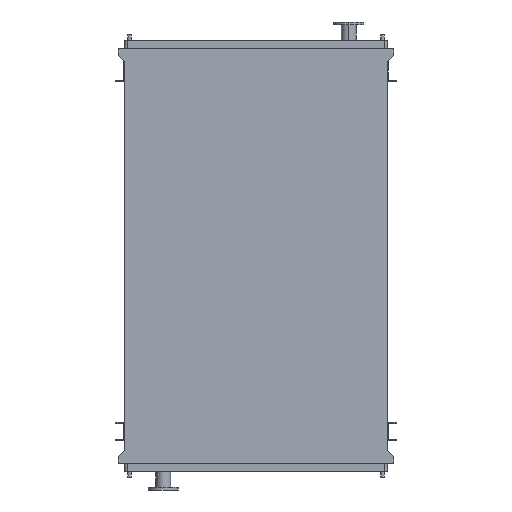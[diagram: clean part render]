
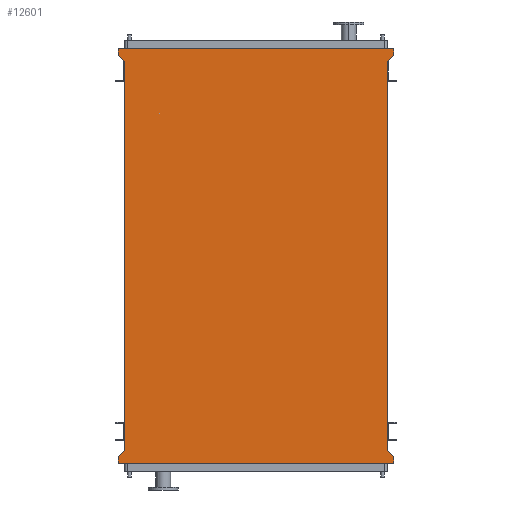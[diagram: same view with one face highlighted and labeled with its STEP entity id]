
A CAD part, front view. The second image highlights one B-rep face of the part: STEP entity #12601.
In plain terms, the highlighted planar face has unit normal (0, -1, 0).
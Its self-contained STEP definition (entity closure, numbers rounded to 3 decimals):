
#294 = EDGE_CURVE ( 'NONE', #9629, #8550, #5470, .T. ) ;
#551 = AXIS2_PLACEMENT_3D ( 'NONE', #8847, #2807, #7492 ) ;
#573 = VERTEX_POINT ( 'NONE', #10148 ) ;
#612 = EDGE_CURVE ( 'NONE', #14007, #8550, #9171, .T. ) ;
#617 = CARTESIAN_POINT ( 'NONE',  ( -1011., 0., -2945. ) ) ;
#695 = EDGE_CURVE ( 'NONE', #3345, #781, #6865, .T. ) ;
#752 = CARTESIAN_POINT ( 'NONE',  ( 965., 0., 0. ) ) ;
#781 = VERTEX_POINT ( 'NONE', #10767 ) ;
#821 = CARTESIAN_POINT ( 'NONE',  ( -1011., 0., 53. ) ) ;
#1319 = VECTOR ( 'NONE', #3947, 1000. ) ;
#1957 = DIRECTION ( 'NONE',  ( 0., 0., 1. ) ) ;
#2295 = CARTESIAN_POINT ( 'NONE',  ( -1011., 0., 95. ) ) ;
#2316 = ORIENTED_EDGE ( 'NONE', *, *, #294, .T. ) ;
#2764 = VERTEX_POINT ( 'NONE', #7319 ) ;
#2807 = DIRECTION ( 'NONE',  ( 0., -1., 0. ) ) ;
#2976 = DIRECTION ( 'NONE',  ( -0.655, 0., -0.755 ) ) ;
#3137 = VERTEX_POINT ( 'NONE', #2295 ) ;
#3165 = EDGE_CURVE ( 'NONE', #14880, #14007, #14348, .T. ) ;
#3167 = ORIENTED_EDGE ( 'NONE', *, *, #7374, .F. ) ;
#3317 = DIRECTION ( 'NONE',  ( 0., 0., -1. ) ) ;
#3336 = EDGE_LOOP ( 'NONE', ( #2316, #8260, #13148, #10059, #14202, #13008, #3167, #11338, #3857, #12754, #8705, #14041 ) ) ;
#3345 = VERTEX_POINT ( 'NONE', #14905 ) ;
#3488 = VECTOR ( 'NONE', #12351, 1000. ) ;
#3598 = DIRECTION ( 'NONE',  ( 0.655, 0., 0.755 ) ) ;
#3770 = PLANE ( 'NONE',  #551 ) ;
#3857 = ORIENTED_EDGE ( 'NONE', *, *, #695, .F. ) ;
#3947 = DIRECTION ( 'NONE',  ( 0., 0., 1. ) ) ;
#4079 = CARTESIAN_POINT ( 'NONE',  ( -965., 0., 0. ) ) ;
#4578 = VECTOR ( 'NONE', #2976, 1000. ) ;
#4693 = EDGE_CURVE ( 'NONE', #15381, #573, #15443, .T. ) ;
#4995 = VERTEX_POINT ( 'NONE', #821 ) ;
#5237 = DIRECTION ( 'NONE',  ( 0.655, 0., -0.755 ) ) ;
#5239 = VECTOR ( 'NONE', #5237, 1000. ) ;
#5470 = LINE ( 'NONE', #7775, #6337 ) ;
#5942 = CARTESIAN_POINT ( 'NONE',  ( 1011., 0., 95. ) ) ;
#5952 = EDGE_CURVE ( 'NONE', #4995, #3137, #9989, .T. ) ;
#6337 = VECTOR ( 'NONE', #12744, 1000. ) ;
#6338 = EDGE_CURVE ( 'NONE', #2764, #4995, #6534, .T. ) ;
#6534 = LINE ( 'NONE', #4079, #10824 ) ;
#6633 = CARTESIAN_POINT ( 'NONE',  ( 1011., 0., 53. ) ) ;
#6675 = LINE ( 'NONE', #617, #11782 ) ;
#6702 = VECTOR ( 'NONE', #3598, 1000. ) ;
#6749 = DIRECTION ( 'NONE',  ( -1., 0., 0. ) ) ;
#6800 = EDGE_CURVE ( 'NONE', #9629, #15381, #8588, .T. ) ;
#6865 = LINE ( 'NONE', #15274, #7874 ) ;
#7319 = CARTESIAN_POINT ( 'NONE',  ( -965., 0., 0. ) ) ;
#7374 = EDGE_CURVE ( 'NONE', #11469, #2764, #7998, .T. ) ;
#7385 = CARTESIAN_POINT ( 'NONE',  ( -1011., 0., 95. ) ) ;
#7492 = DIRECTION ( 'NONE',  ( 0., 0., -1. ) ) ;
#7508 = CARTESIAN_POINT ( 'NONE',  ( -1011., 0., 53. ) ) ;
#7775 = CARTESIAN_POINT ( 'NONE',  ( 965., 0., -2850. ) ) ;
#7874 = VECTOR ( 'NONE', #12713, 1000. ) ;
#7998 = LINE ( 'NONE', #12881, #10963 ) ;
#8260 = ORIENTED_EDGE ( 'NONE', *, *, #612, .F. ) ;
#8550 = VERTEX_POINT ( 'NONE', #752 ) ;
#8588 = LINE ( 'NONE', #9943, #5239 ) ;
#8705 = ORIENTED_EDGE ( 'NONE', *, *, #4693, .F. ) ;
#8847 = CARTESIAN_POINT ( 'NONE',  ( -965., 0., -2850. ) ) ;
#8920 = DIRECTION ( 'NONE',  ( -0.655, 0., 0.755 ) ) ;
#8947 = CARTESIAN_POINT ( 'NONE',  ( 1011., 0., -2903. ) ) ;
#9171 = LINE ( 'NONE', #6633, #4578 ) ;
#9629 = VERTEX_POINT ( 'NONE', #10738 ) ;
#9756 = CARTESIAN_POINT ( 'NONE',  ( -965., 0., -2850. ) ) ;
#9833 = VECTOR ( 'NONE', #3317, 1000. ) ;
#9943 = CARTESIAN_POINT ( 'NONE',  ( 1011., 0., -2903. ) ) ;
#9989 = LINE ( 'NONE', #7508, #1319 ) ;
#10059 = ORIENTED_EDGE ( 'NONE', *, *, #10977, .F. ) ;
#10148 = CARTESIAN_POINT ( 'NONE',  ( 1011., 0., -2945. ) ) ;
#10354 = VECTOR ( 'NONE', #10894, 1000. ) ;
#10738 = CARTESIAN_POINT ( 'NONE',  ( 965., 0., -2850. ) ) ;
#10767 = CARTESIAN_POINT ( 'NONE',  ( -1011., 0., -2903. ) ) ;
#10824 = VECTOR ( 'NONE', #8920, 1000. ) ;
#10894 = DIRECTION ( 'NONE',  ( 0., 0., -1. ) ) ;
#10963 = VECTOR ( 'NONE', #1957, 1000. ) ;
#10977 = EDGE_CURVE ( 'NONE', #3137, #14880, #15777, .T. ) ;
#11007 = CARTESIAN_POINT ( 'NONE',  ( 1011., 0., 95. ) ) ;
#11338 = ORIENTED_EDGE ( 'NONE', *, *, #14640, .F. ) ;
#11469 = VERTEX_POINT ( 'NONE', #9756 ) ;
#11782 = VECTOR ( 'NONE', #6749, 1000. ) ;
#11969 = LINE ( 'NONE', #14537, #6702 ) ;
#12351 = DIRECTION ( 'NONE',  ( 1., 0., 0. ) ) ;
#12601 = ADVANCED_FACE ( 'NONE', ( #14868 ), #3770, .T. ) ;
#12713 = DIRECTION ( 'NONE',  ( 0., 0., 1. ) ) ;
#12744 = DIRECTION ( 'NONE',  ( 0., 0., 1. ) ) ;
#12754 = ORIENTED_EDGE ( 'NONE', *, *, #13903, .F. ) ;
#12881 = CARTESIAN_POINT ( 'NONE',  ( -965., 0., -2850. ) ) ;
#13008 = ORIENTED_EDGE ( 'NONE', *, *, #6338, .F. ) ;
#13134 = CARTESIAN_POINT ( 'NONE',  ( 1011., 0., 53. ) ) ;
#13148 = ORIENTED_EDGE ( 'NONE', *, *, #3165, .F. ) ;
#13903 = EDGE_CURVE ( 'NONE', #573, #3345, #6675, .T. ) ;
#14007 = VERTEX_POINT ( 'NONE', #13134 ) ;
#14041 = ORIENTED_EDGE ( 'NONE', *, *, #6800, .F. ) ;
#14202 = ORIENTED_EDGE ( 'NONE', *, *, #5952, .F. ) ;
#14260 = CARTESIAN_POINT ( 'NONE',  ( 1011., 0., -2945. ) ) ;
#14348 = LINE ( 'NONE', #5942, #10354 ) ;
#14537 = CARTESIAN_POINT ( 'NONE',  ( -965., 0., -2850. ) ) ;
#14640 = EDGE_CURVE ( 'NONE', #781, #11469, #11969, .T. ) ;
#14868 = FACE_OUTER_BOUND ( 'NONE', #3336, .T. ) ;
#14880 = VERTEX_POINT ( 'NONE', #11007 ) ;
#14905 = CARTESIAN_POINT ( 'NONE',  ( -1011., 0., -2945. ) ) ;
#15274 = CARTESIAN_POINT ( 'NONE',  ( -1011., 0., -2903. ) ) ;
#15381 = VERTEX_POINT ( 'NONE', #8947 ) ;
#15443 = LINE ( 'NONE', #14260, #9833 ) ;
#15777 = LINE ( 'NONE', #7385, #3488 ) ;
